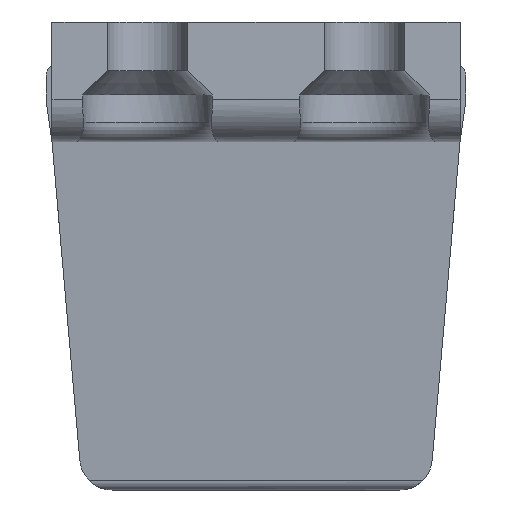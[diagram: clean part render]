
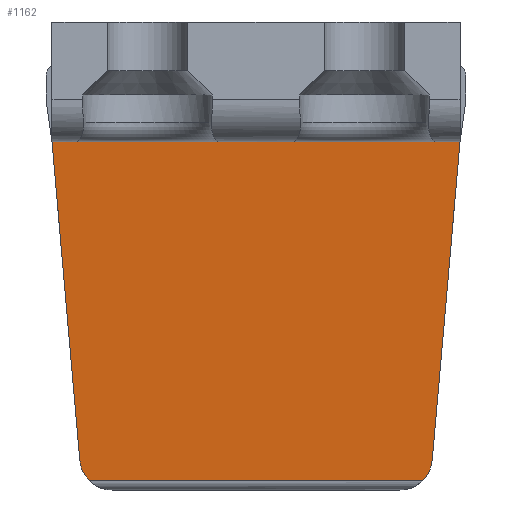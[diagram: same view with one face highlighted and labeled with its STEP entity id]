
A CAD part, front view. The second image highlights one B-rep face of the part: STEP entity #1162.
In plain terms, the highlighted planar face has unit normal (0, -0.998, -0.057).
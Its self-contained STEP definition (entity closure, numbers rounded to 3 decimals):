
#10=DIRECTION('',(1.,0.,0.));
#11=VECTOR('',#10,12.6);
#12=CARTESIAN_POINT('',(-6.3,-1.6,0.));
#13=LINE('',#12,#11);
#240=DIRECTION('',(0.087,0.057,-0.995));
#241=VECTOR('',#240,9.891);
#242=CARTESIAN_POINT('',(-6.3,-1.6,0.));
#243=LINE('',#242,#241);
#244=DIRECTION('',(0.087,-0.057,0.995));
#245=VECTOR('',#244,9.891);
#246=CARTESIAN_POINT('',(5.439,-1.036,-9.837));
#247=LINE('',#246,#245);
#248=CARTESIAN_POINT('',(5.439,-1.036,-9.837));
#249=CARTESIAN_POINT('',(5.429,-1.029,-9.961));
#250=CARTESIAN_POINT('',(5.364,-1.016,-10.187));
#251=CARTESIAN_POINT('',(5.229,-1.005,-10.381));
#252=CARTESIAN_POINT('',(5.14,-1.,-10.467));
#254=CARTESIAN_POINT('',(-5.14,-1.,-10.467));
#255=CARTESIAN_POINT('',(-5.229,-1.005,
-10.381));
#256=CARTESIAN_POINT('',(-5.364,-1.016,
-10.187));
#257=CARTESIAN_POINT('',(-5.429,-1.029,
-9.961));
#258=CARTESIAN_POINT('',(-5.439,-1.036,
-9.837));
#639=DIRECTION('',(-1.,0.,0.));
#640=VECTOR('',#639,10.28);
#641=CARTESIAN_POINT('',(5.14,-1.,-10.467));
#642=LINE('',#641,#640);
#818=CARTESIAN_POINT('',(-6.3,-1.6,0.));
#819=CARTESIAN_POINT('',(-5.439,-1.036,
-9.837));
#820=VERTEX_POINT('',#818);
#821=VERTEX_POINT('',#819);
#822=VERTEX_POINT('',#254);
#823=VERTEX_POINT('',#248);
#824=VERTEX_POINT('',#252);
#825=CARTESIAN_POINT('',(6.3,-1.6,0.));
#826=VERTEX_POINT('',#825);
#1145=CARTESIAN_POINT('',(6.3,-1.6,0.));
#1146=DIRECTION('',(0.,-0.998,-0.057));
#1147=DIRECTION('',(0.,0.057,-0.998));
#1148=AXIS2_PLACEMENT_3D('',#1145,#1146,#1147);
#1149=PLANE('',#1148);
#1150=ORIENTED_EDGE('',*,*,#1136,.F.);
#1151=ORIENTED_EDGE('',*,*,#928,.T.);
#1153=ORIENTED_EDGE('',*,*,#1152,.F.);
#1155=ORIENTED_EDGE('',*,*,#1154,.T.);
#1157=ORIENTED_EDGE('',*,*,#1156,.T.);
#1159=ORIENTED_EDGE('',*,*,#1158,.T.);
#1160=EDGE_LOOP('',(#1150,#1151,#1153,#1155,#1157,#1159));
#1161=FACE_OUTER_BOUND('',#1160,.F.);
#1162=ADVANCED_FACE('',(#1161),#1149,.T.);
#253=B_SPLINE_CURVE_WITH_KNOTS('',3,(#248,#249,#250,#251,#252),.UNSPECIFIED.,
.F.,.F.,(4,1,4),(0.,0.5,1.),.UNSPECIFIED.);
#259=B_SPLINE_CURVE_WITH_KNOTS('',3,(#254,#255,#256,#257,#258),.UNSPECIFIED.,
.F.,.F.,(4,1,4),(0.,0.5,1.),.UNSPECIFIED.);
#928=EDGE_CURVE('',#820,#826,#13,.T.);
#1136=EDGE_CURVE('',#820,#821,#243,.T.);
#1152=EDGE_CURVE('',#823,#826,#247,.T.);
#1154=EDGE_CURVE('',#823,#824,#253,.T.);
#1156=EDGE_CURVE('',#824,#822,#642,.T.);
#1158=EDGE_CURVE('',#822,#821,#259,.T.);
